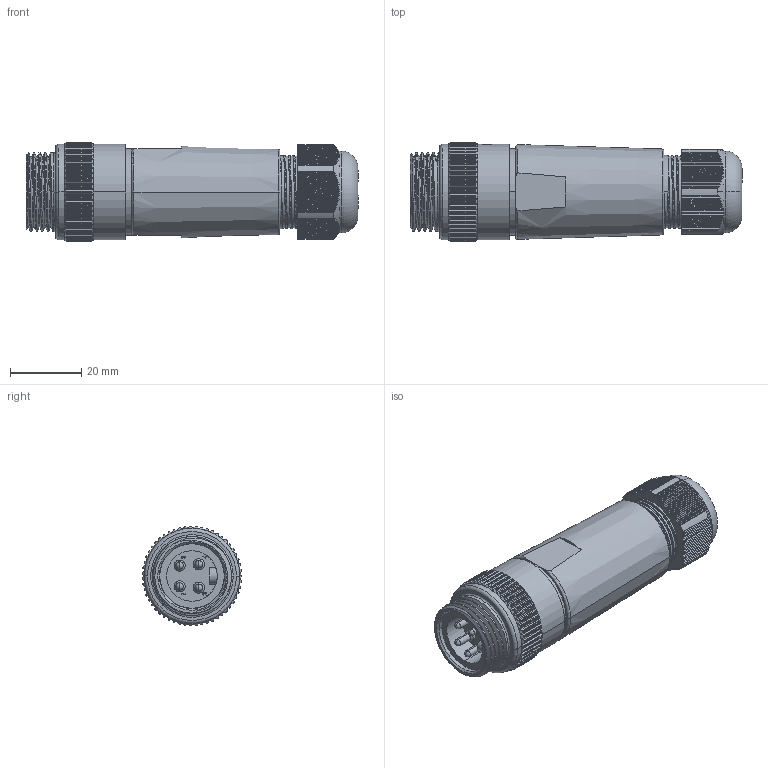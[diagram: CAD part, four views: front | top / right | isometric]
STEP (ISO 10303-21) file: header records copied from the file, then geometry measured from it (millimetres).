
FILE_DESCRIPTION (( 'STEP AP214' ), '1' );
FILE_NAME ('ZP-S1C-4MP-FW.STEP', '2018-05-09T12:50:59', ( '' ), ( '' ), 'SwSTEP 2.0', 'SolidWorks 2017', '' );
FILE_SCHEMA (( 'AUTOMOTIVE_DESIGN' ));
Length unit declared in the file: millimetre
Products named in the file (1): ZP-S1C-4MP-FW
Bounding box: 93.38 x 27.98 x 27.99 mm (x, y, z)
Volume: 40983.7 mm3; surface area: 15729.9 mm2
Topology: 8 solids, 8 shells, 846 faces, 2425 edges, 1602 vertices
Faces by surface type: plane 454, cylinder 321, bspline 30, cone 20, torus 13, sphere 8
Entity records: 33699 total; most frequent: CARTESIAN_POINT 13456, ORIENTED_EDGE 4818, DIRECTION 3290, EDGE_CURVE 2409, VERTEX_POINT 1594, LINE 1124, VECTOR 1124, AXIS2_PLACEMENT_3D 1083
